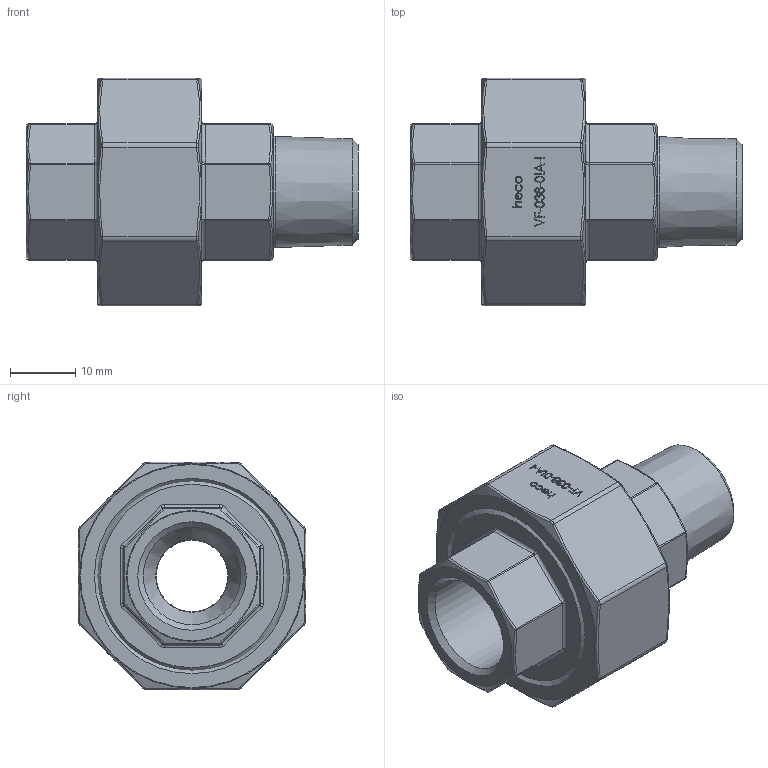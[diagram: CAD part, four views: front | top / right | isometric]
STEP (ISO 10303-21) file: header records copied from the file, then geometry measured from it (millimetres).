
FILE_DESCRIPTION (( 'STEP AP214' ), '1' );
FILE_NAME ('VF-038-0IA-I Verschraubung flach 2201.STEP', '2022-01-25T15:24:26', ( '' ), ( '' ), 'SwSTEP 2.0', 'SolidWorks 2019', '' );
FILE_SCHEMA (( 'AUTOMOTIVE_DESIGN' ));
Length unit declared in the file: millimetre
Products named in the file (1): VF-038-0IA-I Verschraubung flach 2201
Bounding box: 51 x 35 x 35 mm (x, y, z)
Volume: 18764.7 mm3; surface area: 12514.7 mm2
Topology: 4 solids, 4 shells, 369 faces, 871 edges, 538 vertices
Faces by surface type: bspline 132, plane 124, cylinder 51, torus 34, sphere 16, cone 12
Full cylindrical faces by diameter (mm): 11 x1, 14.95 x1, 17 x2, 18 x1, 25 x1, 25.3 x1, 28 x2, 28.38 x1, 30 x1
Entity records: 19816 total; most frequent: CARTESIAN_POINT 8304, ORIENTED_EDGE 1630, DIRECTION 1222, EDGE_CURVE 815, VERTEX_POINT 523, EDGE_LOOP 446, AXIS2_PLACEMENT_3D 433, FACE_OUTER_BOUND 398
